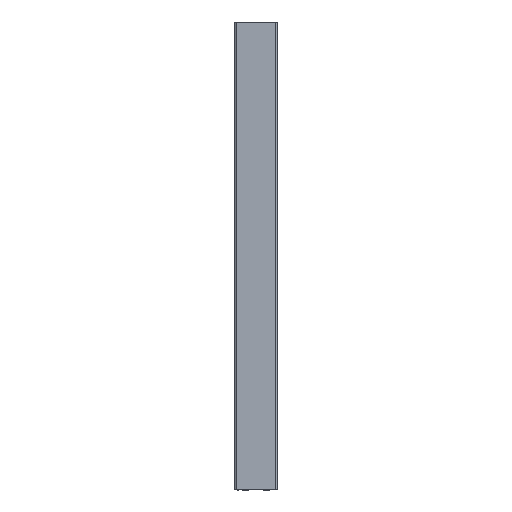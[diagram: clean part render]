
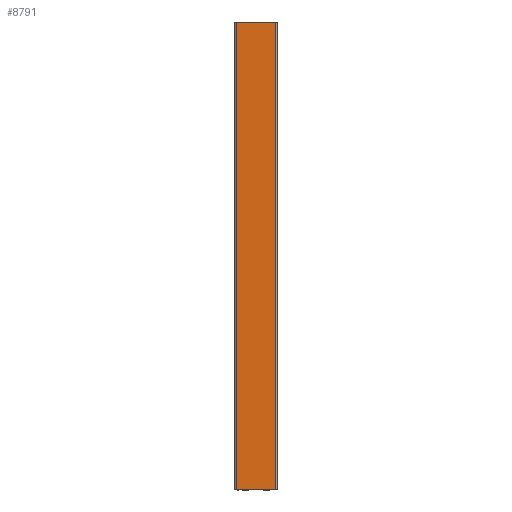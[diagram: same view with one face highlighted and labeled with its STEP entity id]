
A CAD part, left-side view. The second image highlights one B-rep face of the part: STEP entity #8791.
In plain terms, the highlighted face is planar.
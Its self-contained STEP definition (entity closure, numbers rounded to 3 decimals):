
#4221=PLANE('',#8607);
#4500=ORIENTED_EDGE('',*,*,#6226,.T.);
#4501=ORIENTED_EDGE('',*,*,#6342,.F.);
#4502=ORIENTED_EDGE('',*,*,#6339,.F.);
#4503=ORIENTED_EDGE('',*,*,#6343,.T.);
#5177=VECTOR('',#6989,1.);
#5285=VECTOR('',#7183,1.);
#5286=VECTOR('',#7190,1.);
#5287=VECTOR('',#7191,1.);
#5561=LINE('',#7727,#5177);
#5669=LINE('',#7954,#5285);
#5670=LINE('',#7958,#5286);
#5671=LINE('',#7959,#5287);
#5946=VERTEX_POINT('',#7724);
#5947=VERTEX_POINT('',#7726);
#6022=VERTEX_POINT('',#7952);
#6023=VERTEX_POINT('',#7953);
#6226=EDGE_CURVE('',#5947,#5946,#5561,.T.);
#6339=EDGE_CURVE('',#6022,#6023,#5669,.T.);
#6342=EDGE_CURVE('',#6023,#5946,#5670,.T.);
#6343=EDGE_CURVE('',#6022,#5947,#5671,.T.);
#6679=EDGE_LOOP('',(#4500,#4501,#4502,#4503));
#6851=FACE_BOUND('',#6679,.T.);
#6989=DIRECTION('',(-1000.,0.,0.));
#7183=DIRECTION('',(-1000.,0.,0.));
#7188=DIRECTION('',(0.,0.,-1.));
#7189=DIRECTION('',(0.,1.,0.));
#7190=DIRECTION('',(0.,-84.,0.));
#7191=DIRECTION('',(0.,-84.,0.));
#7724=CARTESIAN_POINT('',(0.,-42.,-45.));
#7726=CARTESIAN_POINT('',(1000.,-42.,-45.));
#7727=CARTESIAN_POINT('',(1000.,-42.,-45.));
#7952=CARTESIAN_POINT('',(1000.,42.,-45.));
#7953=CARTESIAN_POINT('',(0.,42.,-45.));
#7954=CARTESIAN_POINT('',(1000.,42.,-45.));
#7957=CARTESIAN_POINT('',(1000.,-42.,-45.));
#7958=CARTESIAN_POINT('',(0.,42.,-45.));
#7959=CARTESIAN_POINT('',(1000.,42.,-45.));
#8607=AXIS2_PLACEMENT_3D('',#7957,#7188,#7189);
#8791=ADVANCED_FACE('',(#6851),#4221,.T.);
